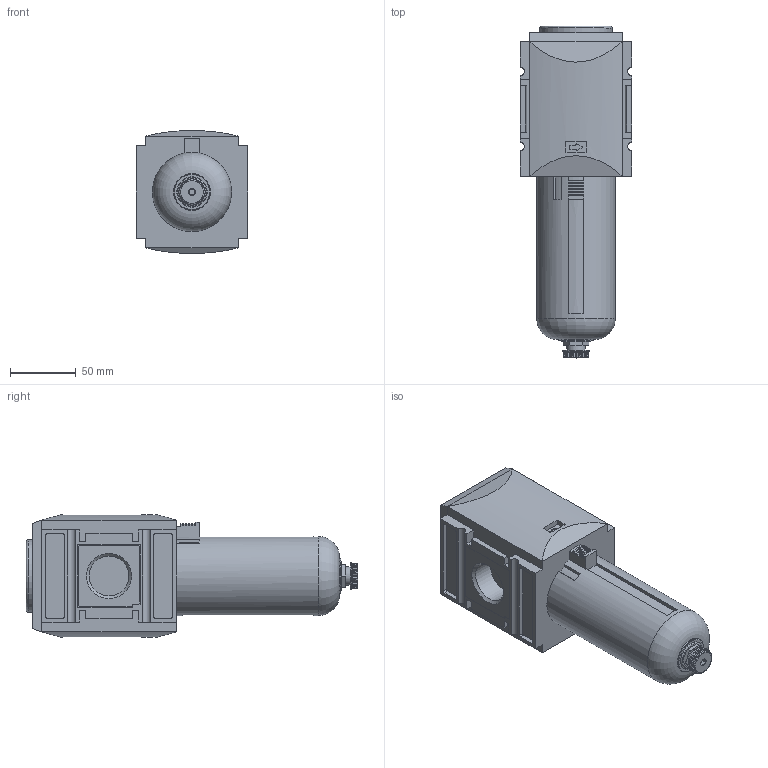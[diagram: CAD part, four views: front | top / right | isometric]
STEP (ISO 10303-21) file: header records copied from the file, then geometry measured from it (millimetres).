
FILE_DESCRIPTION(/* description */ ('STEP AP214'),/* implementation_level */ '2;1');
FILE_NAME(/* name */ '034772',/* time_stamp */ '2023-03-24T12:01:02+01:00',/* author */ ('License CC BY-ND 4.0'),/* organization */ ('CADENAS'),/* preprocessor_version */ 'ST-DEVELOPER v19.3',/* originating_system */ 'PARTsolutions',/* authorisation */ ' ');
FILE_SCHEMA (('AUTOMOTIVE_DESIGN {1 0 10303 214 3 1 1}'));
Length unit declared in the file: millimetre
Products named in the file (3): 034772; FU 6151_0; FU 6151G 1000-1
Assembly tree (2 placements, depth 2):
  034772
    FU 6151_0
    FU 6151G 1000-1
Bounding box: 85 x 252 x 93.28 mm (x, y, z)
Volume: 1088495.5 mm3; surface area: 95584.7 mm2
Topology: 2 solids, 2 shells, 386 faces, 1021 edges, 669 vertices
Faces by surface type: plane 224, cylinder 123, cone 21, torus 18
Full cylindrical faces by diameter (mm): 4 x2, 8.566 x1, 9.3 x2, 14 x1, 20 x1, 22 x1, 23 x1, 27 x1, 30.291 x2, 37 x1, 42 x1, 55 x1, 60 x1
Entity records: 14565 total; most frequent: CARTESIAN_POINT 2449, ORIENTED_EDGE 1964, DIRECTION 1854, EDGE_CURVE 982, VERTEX_POINT 658, LINE 644, VECTOR 644, AXIS2_PLACEMENT_3D 605
